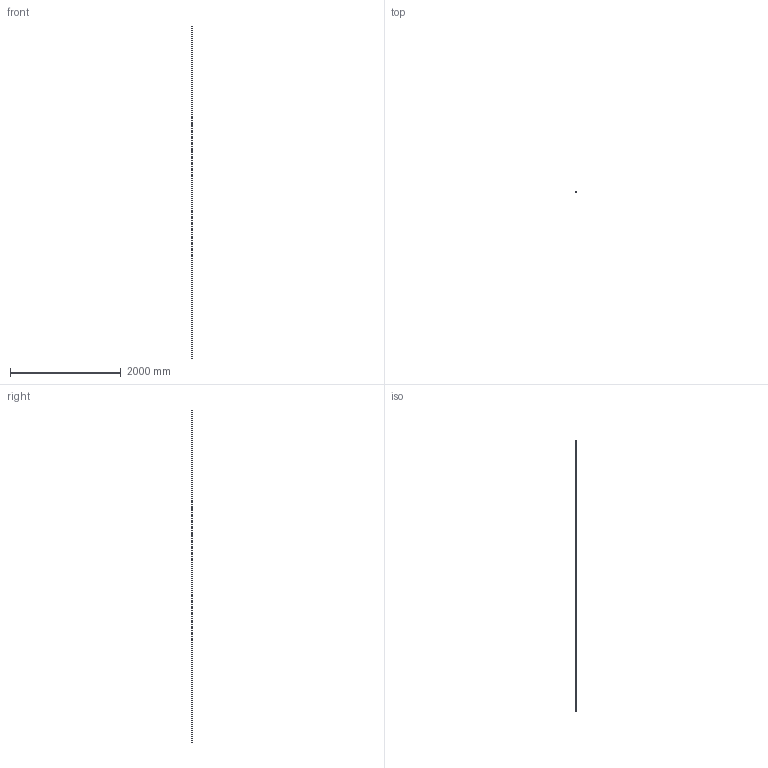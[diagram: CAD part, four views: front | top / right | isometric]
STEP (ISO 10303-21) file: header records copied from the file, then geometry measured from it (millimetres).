
FILE_DESCRIPTION (( 'STEP AP203' ), '1' );
FILE_NAME ('14-14-6-ST.step', '2021-12-22T10:33:30', ( '' ), ( '' ), 'SwSTEP 2.0', 'SolidWorks 2018', '' );
FILE_SCHEMA (( 'CONFIG_CONTROL_DESIGN' ));
Length unit declared in the file: millimetre
Products named in the file (2): 14-14-6-ST
Bounding box: 14 x 14 x 6000 mm (x, y, z)
Volume: 1175999.7 mm3; surface area: 336398.7 mm2
Topology: 1 solids, 1 shells, 219 faces, 579 edges, 386 vertices
Faces by surface type: plane 147, bspline 72
Entity records: 10236 total; most frequent: CARTESIAN_POINT 5138, ORIENTED_EDGE 1158, DIRECTION 733, EDGE_CURVE 579, VECTOR 435, LINE 435, VERTEX_POINT 386, EDGE_LOOP 243
